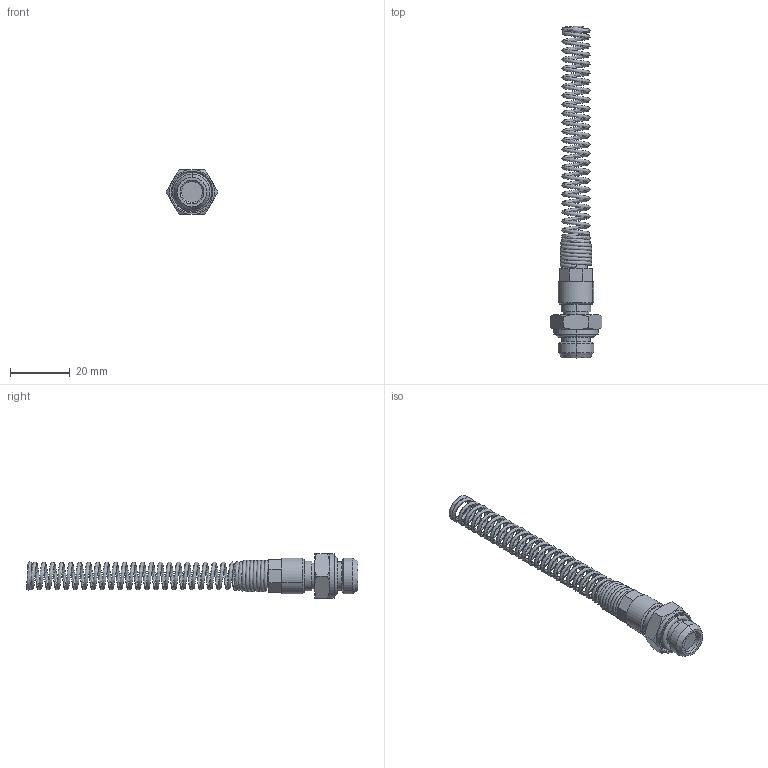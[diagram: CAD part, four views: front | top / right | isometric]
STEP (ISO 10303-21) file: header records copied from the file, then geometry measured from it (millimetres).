
FILE_DESCRIPTION (( 'STEP AP214' ), '1' );
FILE_NAME ('0102900003.step', '2012-09-28T13:21:00', ( '' ), ( '' ), 'SwSTEP 2.0', 'SolidWorks 2012', '' );
FILE_SCHEMA (( 'AUTOMOTIVE_DESIGN' ));
Length unit declared in the file: millimetre
Products named in the file (1): 0102900003
Bounding box: 17.32 x 111 x 15 mm (x, y, z)
Volume: 4818.9 mm3; surface area: 5531.7 mm2
Topology: 3 solids, 3 shells, 107 faces, 232 edges, 139 vertices
Faces by surface type: cone 38, plane 28, cylinder 26, torus 8, bspline 7
Entity records: 20756 total; most frequent: CARTESIAN_POINT 17307, ORIENTED_EDGE 464, DIRECTION 451, EDGE_CURVE 232, AXIS2_PLACEMENT_3D 193, VERTEX_POINT 139, EDGE_LOOP 117, UNCERTAINTY_MEASURE_WITH_UNIT 112
